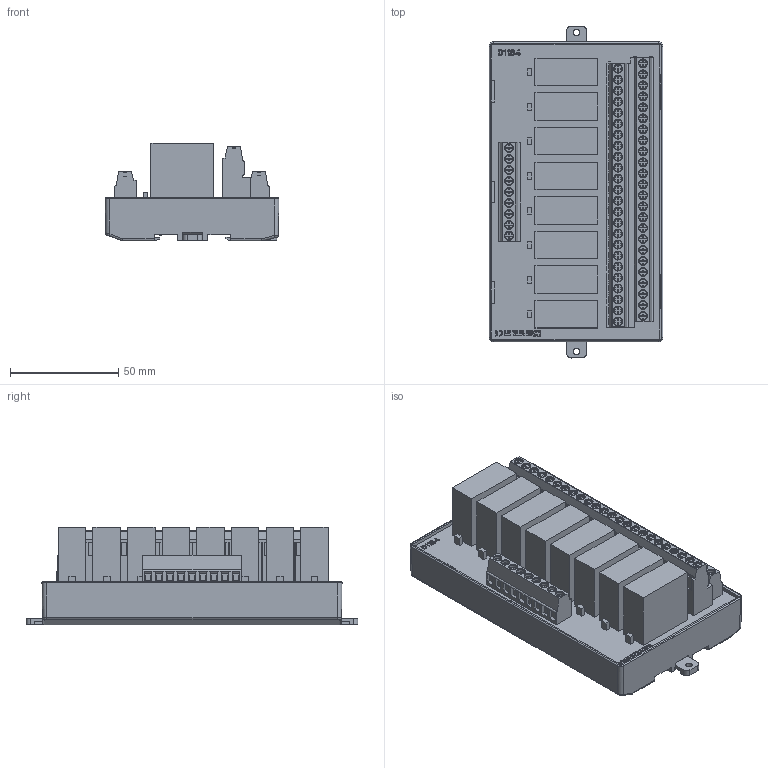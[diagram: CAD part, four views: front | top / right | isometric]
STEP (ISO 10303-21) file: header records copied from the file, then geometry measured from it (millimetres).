
FILE_DESCRIPTION(/* description */ (''),/* implementation_level */ '2;1');
FILE_NAME(/* name */ 'D1184-E.stp',/* time_stamp */ '2024-08-16T09:20:20+08:00',/* author */ (''),/* organization */ (''),/* preprocessor_version */ 'ST-DEVELOPER v14',/* originating_system */ 'SIEMENS PLM Software NX 8.0',/* authorisation */ '');
FILE_SCHEMA (('AUTOMOTIVE_DESIGN { 1 0 10303 214 3 1 1 1 }'));
Products named in the file (1): Admi12A04B78abz6
Bounding box: 80.4 x 153.47 x 45.3 mm (x, y, z)
Volume: 317053.4 mm3; surface area: 64612 mm2
Topology: 3 solids, 3 shells, 2213 faces, 5823 edges, 3834 vertices
Faces by surface type: plane 1655, cylinder 232, torus 180, cone 122, extrusion 14, bspline 10
Full cylindrical faces by diameter (mm): 3 x2, 4.1 x56, 4.13 x40
Entity records: 71332 total; most frequent: CARTESIAN_POINT 17248, ORIENTED_EDGE 11240, DIRECTION 10003, EDGE_CURVE 5620, VECTOR 4209, LINE 4195, VERTEX_POINT 3779, AXIS2_PLACEMENT_3D 2897
